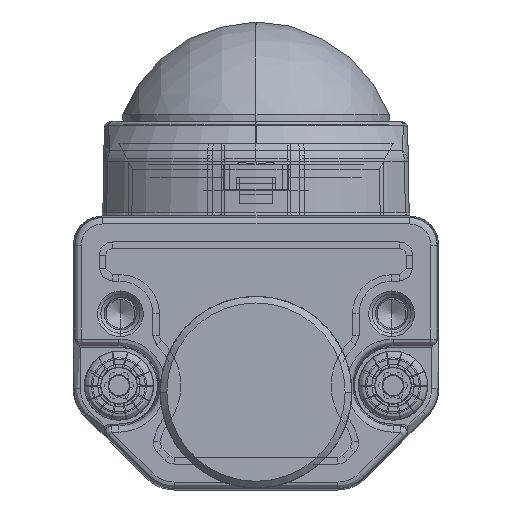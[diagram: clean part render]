
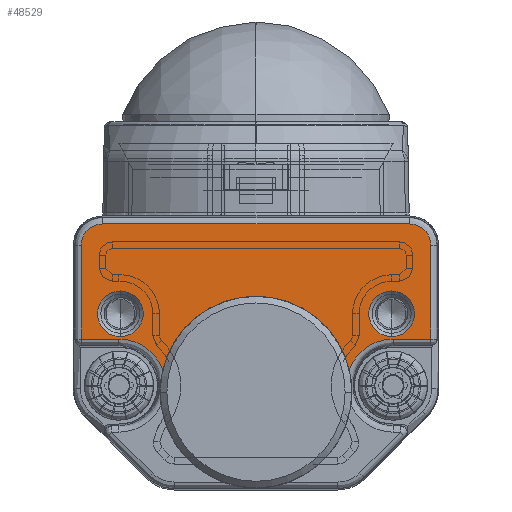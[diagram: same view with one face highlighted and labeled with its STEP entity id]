
A CAD part, left-side view. The second image highlights one B-rep face of the part: STEP entity #48529.
In plain terms, the highlighted face is planar.
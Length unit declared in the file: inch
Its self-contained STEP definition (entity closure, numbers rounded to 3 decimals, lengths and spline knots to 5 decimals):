
#45224=CARTESIAN_POINT('',(13.,8.,10.5));
#45225=DIRECTION('',(-1.,0.,0.));
#45226=DIRECTION('',(0.,1.,0.));
#45227=AXIS2_PLACEMENT_3D('',#45224,#45225,#45226);
#45229=DIRECTION('',(0.,0.,-1.));
#45230=VECTOR('',#45229,2.8909);
#45231=CARTESIAN_POINT('',(13.,11.56353,13.3909));
#45232=LINE('',#45231,#45230);
#45233=DIRECTION('',(0.,-1.,0.));
#45234=VECTOR('',#45233,7.18647);
#45235=CARTESIAN_POINT('',(13.,18.75,13.3909));
#45236=LINE('',#45235,#45234);
#45237=CARTESIAN_POINT('',(13.,18.75,11.75));
#45238=DIRECTION('',(1.,0.,0.));
#45239=DIRECTION('',(0.,1.,0.));
#45240=AXIS2_PLACEMENT_3D('',#45237,#45238,#45239);
#45242=DIRECTION('',(0.,0.,1.));
#45243=VECTOR('',#45242,23.5);
#45244=CARTESIAN_POINT('',(13.,20.3909,-11.75));
#45245=LINE('',#45244,#45243);
#45246=CARTESIAN_POINT('',(13.,18.75,-11.75));
#45247=DIRECTION('',(1.,0.,0.));
#45248=DIRECTION('',(0.,0.,-1.));
#45249=AXIS2_PLACEMENT_3D('',#45246,#45247,#45248);
#45251=DIRECTION('',(0.,1.,0.));
#45252=VECTOR('',#45251,7.18647);
#45253=CARTESIAN_POINT('',(13.,11.56353,-13.3909));
#45254=LINE('',#45253,#45252);
#45255=DIRECTION('',(0.,0.,-1.));
#45256=VECTOR('',#45255,2.8909);
#45257=CARTESIAN_POINT('',(13.,11.56353,-10.5));
#45258=LINE('',#45257,#45256);
#45259=CARTESIAN_POINT('',(13.,8.,-10.5));
#45260=DIRECTION('',(-1.,0.,0.));
#45261=DIRECTION('',(0.,0.34,0.941));
#45262=AXIS2_PLACEMENT_3D('',#45259,#45260,#45261);
#45264=CARTESIAN_POINT('',(13.,7.5,0.));
#45265=DIRECTION('',(1.,0.,0.));
#45266=DIRECTION('',(0.,0.233,-0.973));
#45267=AXIS2_PLACEMENT_3D('',#45264,#45265,#45266);
#45323=CARTESIAN_POINT('',(13.,13.5,-10.3923));
#45324=DIRECTION('',(-1.,0.,0.));
#45325=DIRECTION('',(0.,1.,0.));
#45326=AXIS2_PLACEMENT_3D('',#45323,#45324,#45325);
#45328=CARTESIAN_POINT('',(13.,13.5,-10.3923));
#45329=DIRECTION('',(-1.,0.,0.));
#45330=DIRECTION('',(0.,-1.,0.));
#45331=AXIS2_PLACEMENT_3D('',#45328,#45329,#45330);
#45333=CARTESIAN_POINT('',(13.,13.5,10.3923));
#45334=DIRECTION('',(-1.,0.,0.));
#45335=DIRECTION('',(0.,1.,0.));
#45336=AXIS2_PLACEMENT_3D('',#45333,#45334,#45335);
#45338=CARTESIAN_POINT('',(13.,13.5,10.3923));
#45339=DIRECTION('',(-1.,0.,0.));
#45340=DIRECTION('',(0.,-1.,0.));
#45341=AXIS2_PLACEMENT_3D('',#45338,#45339,#45340);
#45980=CARTESIAN_POINT('',(13.,20.3909,11.75));
#45981=CARTESIAN_POINT('',(13.,18.75,13.3909));
#45982=VERTEX_POINT('',#45980);
#45983=VERTEX_POINT('',#45981);
#45988=CARTESIAN_POINT('',(13.,20.3909,-11.75));
#45989=VERTEX_POINT('',#45988);
#45992=CARTESIAN_POINT('',(13.,18.75,-13.3909));
#45993=VERTEX_POINT('',#45992);
#46028=CARTESIAN_POINT('',(13.,11.56353,10.5));
#46029=CARTESIAN_POINT('',(13.,9.21015,7.14824));
#46030=VERTEX_POINT('',#46028);
#46031=VERTEX_POINT('',#46029);
#46060=CARTESIAN_POINT('',(13.,11.56353,13.3909));
#46061=VERTEX_POINT('',#46060);
#46070=CARTESIAN_POINT('',(13.,9.21015,-7.14824));
#46071=CARTESIAN_POINT('',(13.,11.56353,-10.5));
#46072=VERTEX_POINT('',#46070);
#46073=VERTEX_POINT('',#46071);
#46102=CARTESIAN_POINT('',(13.,11.56353,-13.3909));
#46103=VERTEX_POINT('',#46102);
#46302=CARTESIAN_POINT('',(13.,15.25,-10.3923));
#46303=CARTESIAN_POINT('',(13.,11.75,-10.3923));
#46304=VERTEX_POINT('',#46302);
#46305=VERTEX_POINT('',#46303);
#46306=CARTESIAN_POINT('',(13.,15.25,10.3923));
#46307=CARTESIAN_POINT('',(13.,11.75,10.3923));
#46308=VERTEX_POINT('',#46306);
#46309=VERTEX_POINT('',#46307);
#48490=CARTESIAN_POINT('',(13.,0.,0.));
#48491=DIRECTION('',(1.,0.,0.));
#48492=DIRECTION('',(0.,0.,-1.));
#48493=AXIS2_PLACEMENT_3D('',#48490,#48491,#48492);
#48494=PLANE('',#48493);
#48496=ORIENTED_EDGE('',*,*,#48495,.F.);
#48498=ORIENTED_EDGE('',*,*,#48497,.F.);
#48500=ORIENTED_EDGE('',*,*,#48499,.F.);
#48502=ORIENTED_EDGE('',*,*,#48501,.F.);
#48504=ORIENTED_EDGE('',*,*,#48503,.F.);
#48506=ORIENTED_EDGE('',*,*,#48505,.F.);
#48508=ORIENTED_EDGE('',*,*,#48507,.F.);
#48510=ORIENTED_EDGE('',*,*,#48509,.F.);
#48512=ORIENTED_EDGE('',*,*,#48511,.F.);
#48514=ORIENTED_EDGE('',*,*,#48513,.T.);
#48515=EDGE_LOOP('',(#48496,#48498,#48500,#48502,#48504,#48506,#48508,#48510,
#48512,#48514));
#48516=FACE_OUTER_BOUND('',#48515,.F.);
#48518=ORIENTED_EDGE('',*,*,#48517,.F.);
#48520=ORIENTED_EDGE('',*,*,#48519,.F.);
#48521=EDGE_LOOP('',(#48518,#48520));
#48522=FACE_BOUND('',#48521,.F.);
#48524=ORIENTED_EDGE('',*,*,#48523,.F.);
#48526=ORIENTED_EDGE('',*,*,#48525,.F.);
#48527=EDGE_LOOP('',(#48524,#48526));
#48528=FACE_BOUND('',#48527,.F.);
#48529=ADVANCED_FACE('',(#48516,#48522,#48528),#48494,.T.);
#45228=CIRCLE('',#45227,3.56353);
#45241=CIRCLE('',#45240,1.6409);
#45250=CIRCLE('',#45249,1.6409);
#45263=CIRCLE('',#45262,3.56353);
#45268=CIRCLE('',#45267,7.35);
#45327=CIRCLE('',#45326,1.75);
#45332=CIRCLE('',#45331,1.75);
#45337=CIRCLE('',#45336,1.75);
#45342=CIRCLE('',#45341,1.75);
#48495=EDGE_CURVE('',#46030,#46031,#45228,.T.);
#48497=EDGE_CURVE('',#46061,#46030,#45232,.T.);
#48499=EDGE_CURVE('',#45983,#46061,#45236,.T.);
#48501=EDGE_CURVE('',#45982,#45983,#45241,.T.);
#48503=EDGE_CURVE('',#45989,#45982,#45245,.T.);
#48505=EDGE_CURVE('',#45993,#45989,#45250,.T.);
#48507=EDGE_CURVE('',#46103,#45993,#45254,.T.);
#48509=EDGE_CURVE('',#46073,#46103,#45258,.T.);
#48511=EDGE_CURVE('',#46072,#46073,#45263,.T.);
#48513=EDGE_CURVE('',#46072,#46031,#45268,.T.);
#48517=EDGE_CURVE('',#46304,#46305,#45327,.T.);
#48519=EDGE_CURVE('',#46305,#46304,#45332,.T.);
#48523=EDGE_CURVE('',#46308,#46309,#45337,.T.);
#48525=EDGE_CURVE('',#46309,#46308,#45342,.T.);
